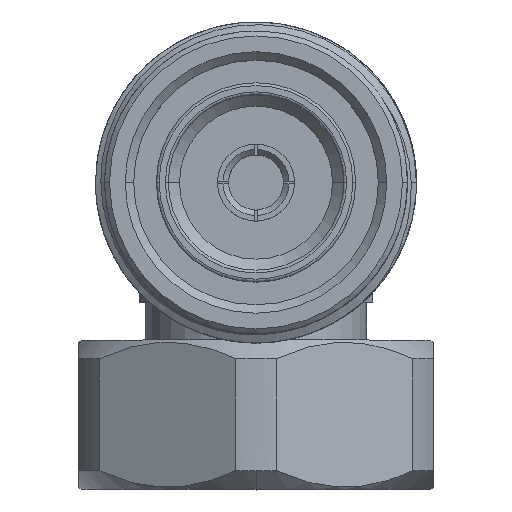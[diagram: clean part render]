
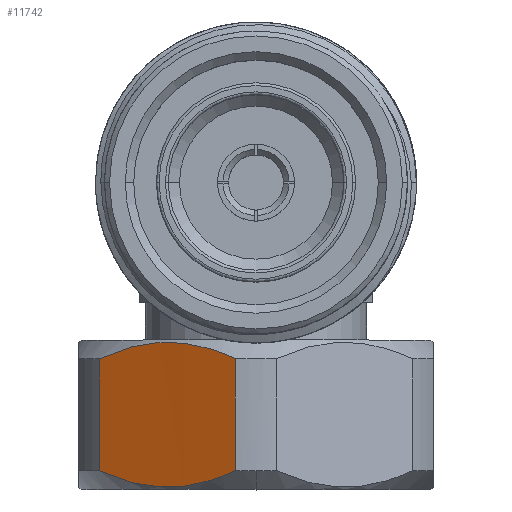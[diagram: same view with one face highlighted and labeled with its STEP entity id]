
A CAD part, top view. The second image highlights one B-rep face of the part: STEP entity #11742.
In plain terms, the highlighted face is planar.
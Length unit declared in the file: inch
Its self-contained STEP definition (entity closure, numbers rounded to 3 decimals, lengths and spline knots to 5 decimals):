
#78 = CARTESIAN_POINT ( 'NONE',  ( -0.00227, 0.52193, -0.35583 ) ) ;
#214 = CARTESIAN_POINT ( 'NONE',  ( 0.49729, 0.61354, -0.19716 ) ) ;
#264 = CARTESIAN_POINT ( 'NONE',  ( 0.01419, 0.46941, -0.44681 ) ) ;
#294 = LINE ( 'NONE', #2359, #2018 ) ;
#320 = CARTESIAN_POINT ( 'NONE',  ( 0.01651, 0.46456, -0.4552 ) ) ;
#371 = CARTESIAN_POINT ( 'NONE',  ( 0.02157, 0.6386, -0.15376 ) ) ;
#435 = CARTESIAN_POINT ( 'NONE',  ( 0.00753, 0.60601, -0.2102 ) ) ;
#572 = AXIS2_PLACEMENT_3D ( 'NONE', #9872, #10610, #1486 ) ;
#592 = ORIENTED_EDGE ( 'NONE', *, *, #4900, .F. ) ;
#664 = CARTESIAN_POINT ( 'NONE',  ( 0.50077, 0.48601, -0.41805 ) ) ;
#842 = CARTESIAN_POINT ( 'NONE',  ( 0.48454, 0.45168, -0.47749 ) ) ;
#954 = CARTESIAN_POINT ( 'NONE',  ( 0.50906, 0.51547, -0.36701 ) ) ;
#986 = CARTESIAN_POINT ( 'NONE',  ( 0.00669, 0.48625, -0.41763 ) ) ;
#1016 = CARTESIAN_POINT ( 'NONE',  ( 0.50643, 0.58717, -0.24285 ) ) ;
#1044 = VERTEX_POINT ( 'NONE', #3747 ) ;
#1080 = CARTESIAN_POINT ( 'NONE',  ( 0.48607, 0.63913, -0.15284 ) ) ;
#1130 = CARTESIAN_POINT ( 'NONE',  ( 0.50479, 0.59302, -0.23271 ) ) ;
#1186 = CARTESIAN_POINT ( 'NONE',  ( 0.50028, 0.6062, -0.20988 ) ) ;
#1317 = VERTEX_POINT ( 'NONE', #10841 ) ;
#1415 = CARTESIAN_POINT ( 'NONE',  ( 0.0117, 0.61614, -0.19266 ) ) ;
#1486 = DIRECTION ( 'NONE',  ( -1., 0., 0. ) ) ;
#1940 = CARTESIAN_POINT ( 'NONE',  ( 0.51147, 0.53347, -0.33583 ) ) ;
#2018 = VECTOR ( 'NONE', #8857, 39.37008 ) ;
#2066 = CARTESIAN_POINT ( 'NONE',  ( 0.45276, 0.68507, -0.07327 ) ) ;
#2224 = CARTESIAN_POINT ( 'NONE',  ( 0.01217, 0.47386, -0.4391 ) ) ;
#2286 = FACE_OUTER_BOUND ( 'NONE', #6558, .T. ) ;
#2359 = CARTESIAN_POINT ( 'NONE',  ( -0.01181, 0.40599, -0.55665 ) ) ;
#2396 = CARTESIAN_POINT ( 'NONE',  ( 0.01072, 0.61386, -0.1966 ) ) ;
#2460 = CARTESIAN_POINT ( 'NONE',  ( 0.0112, 0.61499, -0.19466 ) ) ;
#3032 = CARTESIAN_POINT ( 'NONE',  ( 0.50809, 0.57984, -0.25553 ) ) ;
#3465 = CARTESIAN_POINT ( 'NONE',  ( 0.50735, 0.50794, -0.38006 ) ) ;
#3747 = CARTESIAN_POINT ( 'NONE',  ( 0.45276, 0.68507, -0.07327 ) ) ;
#3776 = CARTESIAN_POINT ( 'NONE',  ( 0.50983, 0.57083, -0.27113 ) ) ;
#3837 = CARTESIAN_POINT ( 'NONE',  ( 0.49822, 0.61134, -0.20098 ) ) ;
#3843 = ORIENTED_EDGE ( 'NONE', *, *, #6773, .T. ) ;
#3953 = CARTESIAN_POINT ( 'NONE',  ( 0.50186, 0.6018, -0.21749 ) ) ;
#4017 = CARTESIAN_POINT ( 'NONE',  ( 0.51046, 0.56636, -0.27888 ) ) ;
#4036 = ORIENTED_EDGE ( 'NONE', *, *, #7787, .T. ) ;
#4225 = CARTESIAN_POINT ( 'NONE',  ( -0.00393, 0.53965, -0.32515 ) ) ;
#4281 = CARTESIAN_POINT ( 'NONE',  ( 0.00962, 0.61124, -0.20114 ) ) ;
#4391 = CARTESIAN_POINT ( 'NONE',  ( 0.50372, 0.4948, -0.40282 ) ) ;
#4557 = LINE ( 'NONE', #8297, #11790 ) ;
#4570 = CARTESIAN_POINT ( 'NONE',  ( 0.45276, 0.40599, -0.55665 ) ) ;
#4689 = CARTESIAN_POINT ( 'NONE',  ( 0.49633, 0.61578, -0.19329 ) ) ;
#4721 = CARTESIAN_POINT ( 'NONE',  ( 0.05512, 0.40599, -0.55665 ) ) ;
#4809 = CARTESIAN_POINT ( 'NONE',  ( 0.47165, 0.66175, -0.11366 ) ) ;
#4896 = CARTESIAN_POINT ( 'NONE',  ( 0.02153, 0.45481, -0.4721 ) ) ;
#4900 = EDGE_CURVE ( 'NONE', #1317, #1044, #7681, .T. ) ;
#6016 = PLANE ( 'NONE',  #572 ) ;
#6131 = CARTESIAN_POINT ( 'NONE',  ( -0.0036, 0.53373, -0.33539 ) ) ;
#6346 = CARTESIAN_POINT ( 'NONE',  ( 0.05512, 0.40599, -0.55665 ) ) ;
#6458 = CARTESIAN_POINT ( 'NONE',  ( 0.49461, 0.47142, -0.44333 ) ) ;
#6533 = CARTESIAN_POINT ( 'NONE',  ( 0.49667, 0.61501, -0.19461 ) ) ;
#6558 = EDGE_LOOP ( 'NONE', ( #592, #4036, #3843, #7197 ) ) ;
#6773 = EDGE_CURVE ( 'NONE', #8674, #11025, #9437, .T. ) ;
#6810 = CARTESIAN_POINT ( 'NONE',  ( 0.01308, 0.47182, -0.44262 ) ) ;
#7197 = ORIENTED_EDGE ( 'NONE', *, *, #9256, .F. ) ;
#7394 = CARTESIAN_POINT ( 'NONE',  ( 0.49128, 0.46437, -0.45552 ) ) ;
#7453 = CARTESIAN_POINT ( 'NONE',  ( 0.4891, 0.46014, -0.46284 ) ) ;
#7505 = DIRECTION ( 'NONE',  ( -1., 0., 0. ) ) ;
#7522 = CARTESIAN_POINT ( 'NONE',  ( 0.51181, 0.53952, -0.32537 ) ) ;
#7556 = CARTESIAN_POINT ( 'NONE',  ( 0.04561, 0.41772, -0.53632 ) ) ;
#7579 = CARTESIAN_POINT ( 'NONE',  ( 0.51148, 0.55741, -0.29438 ) ) ;
#7681 = B_SPLINE_CURVE_WITH_KNOTS ( 'NONE', 3,
 ( #4570, #11056, #9285, #9220, #842, #7453, #7394, #9948, #6458, #10193, #9049, #12077, #664, #4391, #8134, #10931, #11844, #3465, #954, #11473, #1940, #7522, #10258, #7579, #4017, #3776, #10373, #11297, #3032, #1016, #1130, #3953, #1186, #3837, #214, #6533, #4689, #1080, #4809, #2066 ),
 .UNSPECIFIED., .F., .F.,
 ( 4, 2, 2, 1, 1, 2, 2, 2, 1, 2, 2, 2, 2, 2, 1, 2, 2, 2, 1, 1, 2, 2, 4 ),
 ( 0., 0.125, 0.1875, 0.21875, 0.23438, 0.24219, 0.25, 0.3125, 0.34375, 0.35938, 0.375, 0.4375, 0.5, 0.5625, 0.59375, 0.60938, 0.625, 0.6875, 0.71875, 0.73438, 0.74219, 0.75, 1. ),
 .UNSPECIFIED. ) ;
#7735 = CARTESIAN_POINT ( 'NONE',  ( 0.03309, 0.43506, -0.5063 ) ) ;
#7787 = EDGE_CURVE ( 'NONE', #1317, #8674, #294, .T. ) ;
#8081 = CARTESIAN_POINT ( 'NONE',  ( 0.05512, 0.68507, -0.07327 ) ) ;
#8134 = CARTESIAN_POINT ( 'NONE',  ( 0.50508, 0.4992, -0.39521 ) ) ;
#8297 = CARTESIAN_POINT ( 'NONE',  ( -0.01181, 0.68507, -0.07327 ) ) ;
#8463 = CARTESIAN_POINT ( 'NONE',  ( 0.00072, 0.50417, -0.3866 ) ) ;
#8674 = VERTEX_POINT ( 'NONE', #6346 ) ;
#8758 = CARTESIAN_POINT ( 'NONE',  ( -0.00394, 0.55716, -0.2948 ) ) ;
#8857 = DIRECTION ( 'NONE',  ( -1., 0., 0. ) ) ;
#9049 = CARTESIAN_POINT ( 'NONE',  ( 0.49555, 0.4735, -0.43972 ) ) ;
#9220 = CARTESIAN_POINT ( 'NONE',  ( 0.48123, 0.44603, -0.48728 ) ) ;
#9256 = EDGE_CURVE ( 'NONE', #1044, #11025, #4557, .T. ) ;
#9285 = CARTESIAN_POINT ( 'NONE',  ( 0.47045, 0.42901, -0.51676 ) ) ;
#9437 = B_SPLINE_CURVE_WITH_KNOTS ( 'NONE', 3,
 ( #4721, #7556, #7735, #4896, #320, #264, #6810, #10594, #11276, #2224, #986, #8463, #78, #6131, #4225, #8758, #9789, #9862, #435, #4281, #2396, #2460, #10713, #1415, #371, #11735, #9681 ),
 .UNSPECIFIED., .F., .F.,
 ( 4, 1, 1, 1, 1, 1, 2, 2, 1, 2, 2, 1, 1, 1, 1, 1, 2, 2, 4 ),
 ( 0., 0.125, 0.1875, 0.21875, 0.23438, 0.24219, 0.24609, 0.25, 0.375, 0.4375, 0.5, 0.625, 0.6875, 0.71875, 0.73438, 0.74219, 0.74609, 0.75, 1. ),
 .UNSPECIFIED. ) ;
#9681 = CARTESIAN_POINT ( 'NONE',  ( 0.05512, 0.68507, -0.07327 ) ) ;
#9789 = CARTESIAN_POINT ( 'NONE',  ( -0.00197, 0.5748, -0.26426 ) ) ;
#9862 = CARTESIAN_POINT ( 'NONE',  ( 0.00379, 0.59557, -0.22828 ) ) ;
#9872 = CARTESIAN_POINT ( 'NONE',  ( -0.01181, 0.36369, -0.62992 ) ) ;
#9948 = CARTESIAN_POINT ( 'NONE',  ( 0.49364, 0.4693, -0.44698 ) ) ;
#10193 = CARTESIAN_POINT ( 'NONE',  ( 0.49525, 0.47282, -0.44089 ) ) ;
#10258 = CARTESIAN_POINT ( 'NONE',  ( 0.51181, 0.55145, -0.30469 ) ) ;
#10373 = CARTESIAN_POINT ( 'NONE',  ( 0.509, 0.57532, -0.26337 ) ) ;
#10594 = CARTESIAN_POINT ( 'NONE',  ( 0.01261, 0.47286, -0.44083 ) ) ;
#10610 = DIRECTION ( 'NONE',  ( 0., 0.866, -0.5 ) ) ;
#10713 = CARTESIAN_POINT ( 'NONE',  ( 0.01152, 0.61573, -0.19336 ) ) ;
#10841 = CARTESIAN_POINT ( 'NONE',  ( 0.45276, 0.40599, -0.55665 ) ) ;
#10931 = CARTESIAN_POINT ( 'NONE',  ( 0.50626, 0.50359, -0.3876 ) ) ;
#11025 = VERTEX_POINT ( 'NONE', #8081 ) ;
#11056 = CARTESIAN_POINT ( 'NONE',  ( 0.46215, 0.41759, -0.53656 ) ) ;
#11276 = CARTESIAN_POINT ( 'NONE',  ( 0.0123, 0.47354, -0.43964 ) ) ;
#11297 = CARTESIAN_POINT ( 'NONE',  ( 0.50841, 0.57831, -0.25818 ) ) ;
#11473 = CARTESIAN_POINT ( 'NONE',  ( 0.51009, 0.52148, -0.35662 ) ) ;
#11735 = CARTESIAN_POINT ( 'NONE',  ( 0.03599, 0.66146, -0.11416 ) ) ;
#11742 = ADVANCED_FACE ( 'NONE', ( #2286 ), #6016, .T. ) ;
#11790 = VECTOR ( 'NONE', #7505, 39.37008 ) ;
#11844 = CARTESIAN_POINT ( 'NONE',  ( 0.507, 0.50652, -0.38253 ) ) ;
#12077 = CARTESIAN_POINT ( 'NONE',  ( 0.49848, 0.48013, -0.42823 ) ) ;
